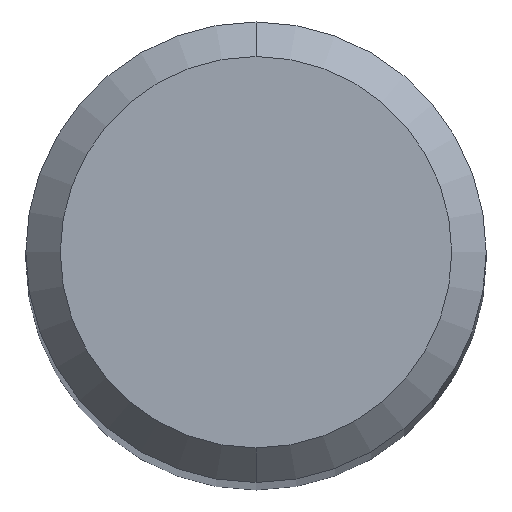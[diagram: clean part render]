
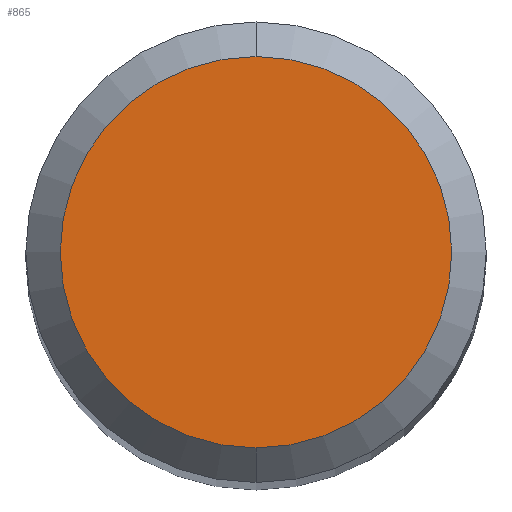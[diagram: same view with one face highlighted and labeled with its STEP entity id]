
A CAD part, top view. The second image highlights one B-rep face of the part: STEP entity #865.
In plain terms, the highlighted planar face has unit normal (0, 0, 1).
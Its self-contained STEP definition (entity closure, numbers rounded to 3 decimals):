
#743=VERTEX_POINT('',#1442);
#781=EDGE_CURVE('',#743,#993,#1484,.T.);
#837=EDGE_CURVE('',#993,#743,#1543,.T.);
#865=ADVANCED_FACE('',(#1573),#1574,.T.);
#993=VERTEX_POINT('',#1715);
#1442=CARTESIAN_POINT('',(0.,-1.7,0.0));
#1484=CIRCLE('',#3241,1.7);
#1543=CIRCLE('',#3401,1.7);
#1573=FACE_OUTER_BOUND('',#3545,.T.);
#1574=PLANE('',#3546);
#1715=CARTESIAN_POINT('',(0.0,1.7,0.0));
#3241=AXIS2_PLACEMENT_3D('',#4655,#4656,#4657);
#3401=AXIS2_PLACEMENT_3D('',#4716,#4717,#4718);
#3545=EDGE_LOOP('',(#4741,#4742));
#3546=AXIS2_PLACEMENT_3D('',#4743,#4744,#4745);
#4655=CARTESIAN_POINT('',(0.0,0.0,0.0));
#4656=DIRECTION('',(0.0,0.0,-1.0));
#4657=DIRECTION('',(0.0,1.0,0.0));
#4716=CARTESIAN_POINT('',(0.0,0.0,0.0));
#4717=DIRECTION('',(0.0,0.0,-1.0));
#4718=DIRECTION('',(0.0,1.0,0.0));
#4741=ORIENTED_EDGE('',*,*,#837,.F.);
#4742=ORIENTED_EDGE('',*,*,#781,.F.);
#4743=CARTESIAN_POINT('',(0.0,0.85,0.0));
#4744=DIRECTION('',(-0.0,0.0,1.0));
#4745=DIRECTION('',(0.0,-1.0,0.0));
